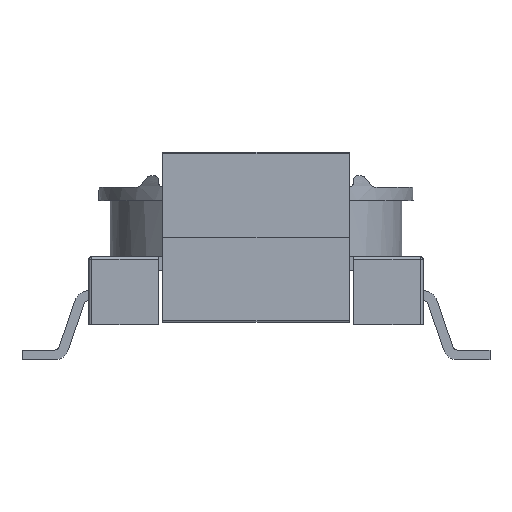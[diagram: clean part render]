
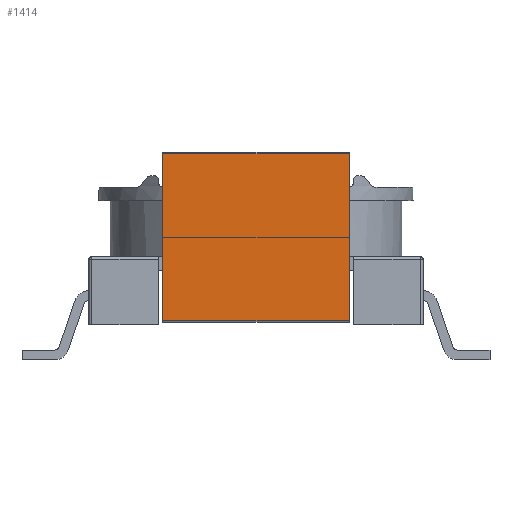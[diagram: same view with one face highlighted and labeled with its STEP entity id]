
A CAD part, left-side view. The second image highlights one B-rep face of the part: STEP entity #1414.
In plain terms, the highlighted planar face has unit normal (-1, 0, 0).
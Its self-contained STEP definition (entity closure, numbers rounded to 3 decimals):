
#1414 = ADVANCED_FACE( '', ( #2853 ), #2854, .T. );
#2853 = FACE_OUTER_BOUND( '', #6671, .T. );
#2854 = PLANE( '', #6672 );
#6671 = EDGE_LOOP( '', ( #10694, #10695, #10696, #10697 ) );
#6672 = AXIS2_PLACEMENT_3D( '', #10698, #10699, #10700 );
#10694 = ORIENTED_EDGE( '', *, *, #12564, .T. );
#10695 = ORIENTED_EDGE( '', *, *, #11477, .T. );
#10696 = ORIENTED_EDGE( '', *, *, #11451, .F. );
#10697 = ORIENTED_EDGE( '', *, *, #11310, .T. );
#10698 = CARTESIAN_POINT( '', ( -7.35, -3.35, -3.05 ) );
#10699 = DIRECTION( '', ( -1., 0., 0. ) );
#10700 = DIRECTION( '', ( 0., 0., 1. ) );
#11310 = EDGE_CURVE( '', #13053, #13050, #13054, .F. );
#11451 = EDGE_CURVE( '', #13053, #13300, #13301, .T. );
#11477 = EDGE_CURVE( '', #13342, #13300, #13345, .T. );
#12564 = EDGE_CURVE( '', #13050, #13342, #14894, .T. );
#13050 = VERTEX_POINT( '', #15494 );
#13053 = VERTEX_POINT( '', #15497 );
#13054 = LINE( '', #15498, #15499 );
#13300 = VERTEX_POINT( '', #15890 );
#13301 = LINE( '', #15891, #15892 );
#13342 = VERTEX_POINT( '', #15977 );
#13345 = LINE( '', #15981, #15982 );
#14894 = LINE( '', #18475, #18476 );
#15494 = CARTESIAN_POINT( '', ( -7.35, -3.35, -3. ) );
#15497 = CARTESIAN_POINT( '', ( -7.35, 3.35, -3. ) );
#15498 = CARTESIAN_POINT( '', ( -7.35, -3.35, -3. ) );
#15499 = VECTOR( '', #19033, 1000. );
#15890 = CARTESIAN_POINT( '', ( -7.35, 3.35, 3. ) );
#15891 = CARTESIAN_POINT( '', ( -7.35, 3.35, -3.05 ) );
#15892 = VECTOR( '', #19207, 1000. );
#15977 = CARTESIAN_POINT( '', ( -7.35, -3.35, 3. ) );
#15981 = CARTESIAN_POINT( '', ( -7.35, -3.35, 3. ) );
#15982 = VECTOR( '', #19231, 1000. );
#18475 = CARTESIAN_POINT( '', ( -7.35, -3.35, -3.05 ) );
#18476 = VECTOR( '', #20525, 1000. );
#19033 = DIRECTION( '', ( 0., 1., 0. ) );
#19207 = DIRECTION( '', ( 0., 0., 1. ) );
#19231 = DIRECTION( '', ( 0., 1., 0. ) );
#20525 = DIRECTION( '', ( 0., 0., 1. ) );
